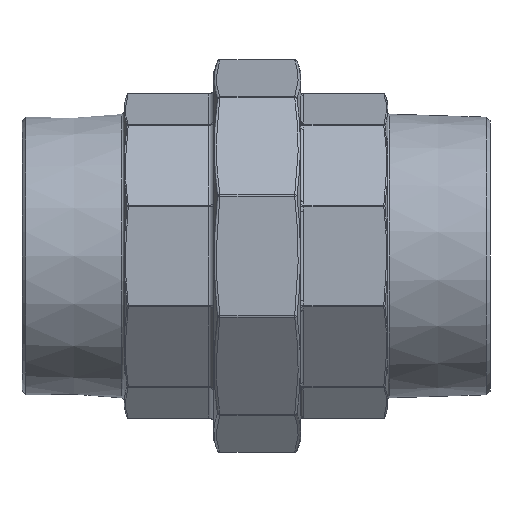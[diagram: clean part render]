
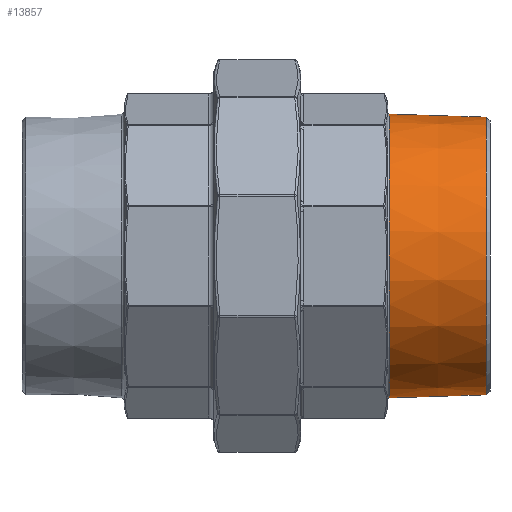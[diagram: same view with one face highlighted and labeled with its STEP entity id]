
A CAD part, front view. The second image highlights one B-rep face of the part: STEP entity #13857.
In plain terms, the highlighted conical face has half-angle 1.79 degrees and reference radius 56.515 mm.
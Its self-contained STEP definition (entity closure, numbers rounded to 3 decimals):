
#342 = ORIENTED_EDGE ( 'NONE', *, *, #19163, .T. ) ;
#475 = CIRCLE ( 'NONE', #8581, 55.769 ) ;
#765 = EDGE_LOOP ( 'NONE', ( #342 ) ) ;
#1397 = CARTESIAN_POINT ( 'NONE',  ( 87.472, 0., 0. ) ) ;
#1747 = VERTEX_POINT ( 'NONE', #22989 ) ;
#3448 = AXIS2_PLACEMENT_3D ( 'NONE', #16789, #14703, #7255 ) ;
#4363 = DIRECTION ( 'NONE',  ( 0., 0., 1. ) ) ;
#5196 = DIRECTION ( 'NONE',  ( -1., 0., 0. ) ) ;
#7255 = DIRECTION ( 'NONE',  ( 0., 0., 1. ) ) ;
#7593 = ORIENTED_EDGE ( 'NONE', *, *, #15011, .T. ) ;
#8581 = AXIS2_PLACEMENT_3D ( 'NONE', #1397, #5196, #11168 ) ;
#11168 = DIRECTION ( 'NONE',  ( 0., 0., 1. ) ) ;
#12241 = FACE_OUTER_BOUND ( 'NONE', #13847, .T. ) ;
#13847 = EDGE_LOOP ( 'NONE', ( #7593 ) ) ;
#13857 = ADVANCED_FACE ( 'NONE', ( #12241, #18095 ), #20672, .T. ) ;
#13985 = CARTESIAN_POINT ( 'NONE',  ( 63.6, 0., 0. ) ) ;
#14703 = DIRECTION ( 'NONE',  ( 1., 0., 0. ) ) ;
#15011 = EDGE_CURVE ( 'NONE', #1747, #1747, #24720, .T. ) ;
#16789 = CARTESIAN_POINT ( 'NONE',  ( 48.484, 0., 0. ) ) ;
#18095 = FACE_BOUND ( 'NONE', #765, .T. ) ;
#18751 = CARTESIAN_POINT ( 'NONE',  ( 87.472, 0., 55.769 ) ) ;
#19163 = EDGE_CURVE ( 'NONE', #20738, #20738, #475, .T. ) ;
#20672 = CONICAL_SURFACE ( 'NONE', #24670, 56.515, 0.031 ) ;
#20738 = VERTEX_POINT ( 'NONE', #18751 ) ;
#21606 = DIRECTION ( 'NONE',  ( -1., 0., 0. ) ) ;
#22989 = CARTESIAN_POINT ( 'NONE',  ( 48.484, 0., 56.987 ) ) ;
#24670 = AXIS2_PLACEMENT_3D ( 'NONE', #13985, #21606, #4363 ) ;
#24720 = CIRCLE ( 'NONE', #3448, 56.987 ) ;
